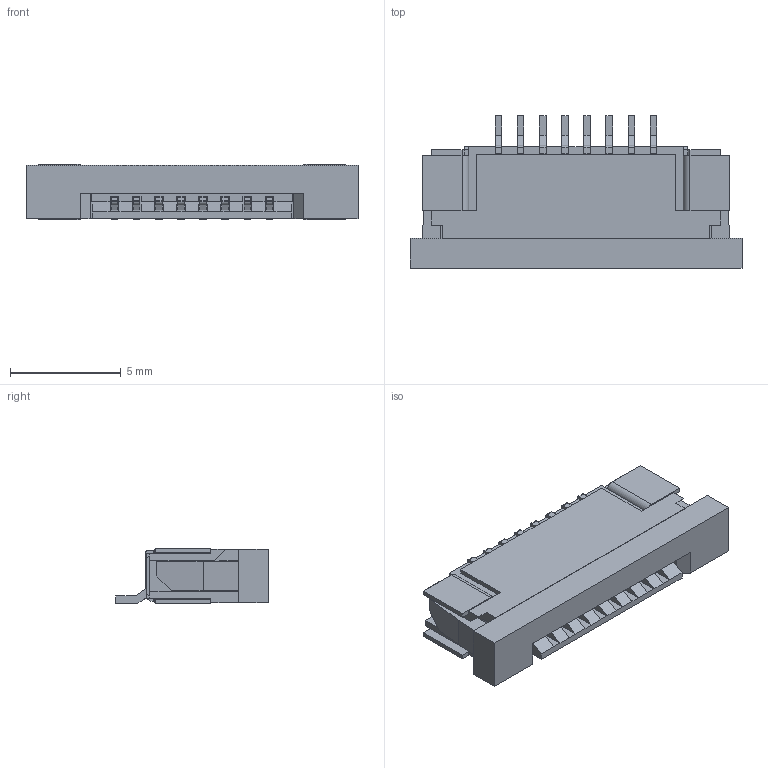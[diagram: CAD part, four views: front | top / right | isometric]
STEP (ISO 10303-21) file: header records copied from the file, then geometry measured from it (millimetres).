
FILE_DESCRIPTION(('STEP AP214'), '1');
FILE_NAME('FFC3B05-08-T', '2018-03-31T19:46:45', ('Nobody'), (''), 'ASCON STEP Converter 1.3', 'ASCON Math Kernel', '');
FILE_SCHEMA(('AUTOMOTIVE_DESIGN { 1 0 10303 214 3 1 1}'));
Length unit declared in the file: millimetre
Assembly tree (11 placements, depth 2):
  (unnamed)
    (unnamed)
    (unnamed)
    (unnamed)  x8
    (unnamed)
Bounding box: 15 x 6.9 x 2.5 mm (x, y, z)
Volume: 155 mm3; surface area: 691.2 mm2
Topology: 12 solids, 12 shells, 534 faces, 1516 edges, 1018 vertices
Faces by surface type: plane 462, cylinder 72
Entity records: 12216 total; most frequent: CARTESIAN_POINT 1672, ORIENTED_EDGE 1608, DIRECTION 1492, LINE 812, VECTOR 812, EDGE_CURVE 804, VERTEX_POINT 520, AXIS2_PLACEMENT_3D 340
